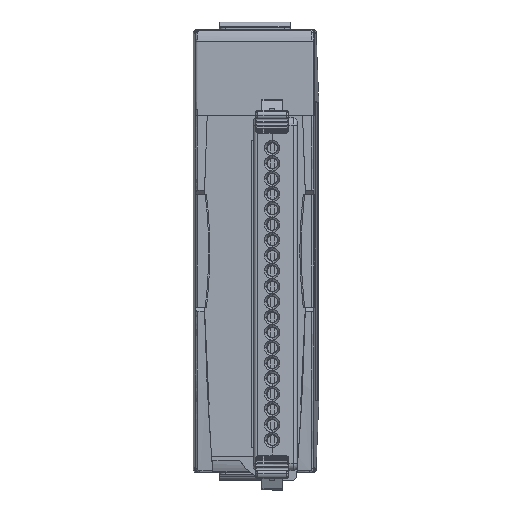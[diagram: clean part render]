
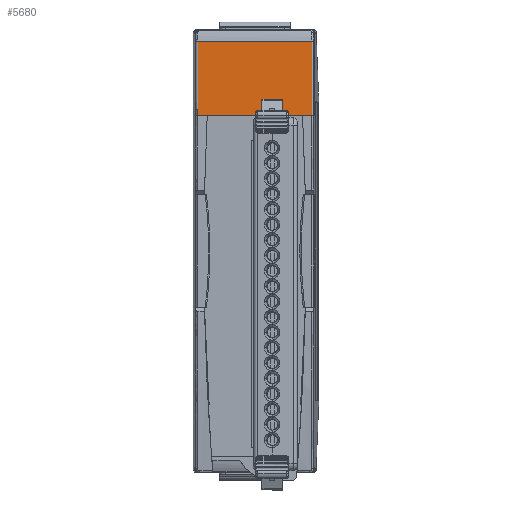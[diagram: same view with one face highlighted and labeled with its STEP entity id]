
A CAD part, top view. The second image highlights one B-rep face of the part: STEP entity #5680.
In plain terms, the highlighted planar face has unit normal (0, 0, 1).
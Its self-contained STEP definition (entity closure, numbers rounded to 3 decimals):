
#2733 = CARTESIAN_POINT ( 'NONE',  ( 1.358, 36.023, 78. ) ) ;
#4589 = FACE_OUTER_BOUND ( 'NONE', #55933, .T. ) ;
#5296 = ORIENTED_EDGE ( 'NONE', *, *, #126890, .T. ) ;
#5680 = ADVANCED_FACE ( 'NONE', ( #4589 ), #45083, .T. ) ;
#8883 = B_SPLINE_CURVE_WITH_KNOTS ( 'NONE', 3,
 ( #92594, #51493, #52142, #20309, #42195, #40885, #111857, #60788, #42867, #81330 ),
 .UNSPECIFIED., .F., .F.,
 ( 4, 3, 3, 4 ),
 ( 0., 0.001, 0.005, 0.017 ),
 .UNSPECIFIED. ) ;
#9407 = DIRECTION ( 'NONE',  ( 0., -1., 0. ) ) ;
#9879 = VECTOR ( 'NONE', #65160, 1000. ) ;
#10614 = DIRECTION ( 'NONE',  ( 0., 1., 0. ) ) ;
#11874 = CARTESIAN_POINT ( 'NONE',  ( 46.417, 54.523, 78. ) ) ;
#13084 = LINE ( 'NONE', #104618, #118408 ) ;
#19369 = LINE ( 'NONE', #118921, #20822 ) ;
#20216 = VERTEX_POINT ( 'NONE', #51930 ) ;
#20309 = CARTESIAN_POINT ( 'NONE',  ( 1.358, 53.523, 78. ) ) ;
#20822 = VECTOR ( 'NONE', #9407, 1000. ) ;
#20977 = VERTEX_POINT ( 'NONE', #110026 ) ;
#26479 = DIRECTION ( 'NONE',  ( 1., 0., 0. ) ) ;
#32500 = CARTESIAN_POINT ( 'NONE',  ( 29.643, 37.523, 78. ) ) ;
#35461 = VERTEX_POINT ( 'NONE', #2733 ) ;
#40885 = CARTESIAN_POINT ( 'NONE',  ( 1.358, 50.856, 78. ) ) ;
#42195 = CARTESIAN_POINT ( 'NONE',  ( 1.358, 52.189, 78. ) ) ;
#42867 = CARTESIAN_POINT ( 'NONE',  ( 1.358, 41.523, 78. ) ) ;
#45004 = ORIENTED_EDGE ( 'NONE', *, *, #128467, .T. ) ;
#45075 = ORIENTED_EDGE ( 'NONE', *, *, #86784, .T. ) ;
#45083 = PLANE ( 'NONE',  #114333 ) ;
#46707 = CARTESIAN_POINT ( 'NONE',  ( 29.643, 54.523, 78. ) ) ;
#48333 = CARTESIAN_POINT ( 'NONE',  ( 0.849, 37.523, 78. ) ) ;
#49125 = EDGE_CURVE ( 'NONE', #54416, #35461, #19369, .T. ) ;
#51493 = CARTESIAN_POINT ( 'NONE',  ( 1.358, 54.189, 78. ) ) ;
#51930 = CARTESIAN_POINT ( 'NONE',  ( 1.358, 54.523, 78. ) ) ;
#52142 = CARTESIAN_POINT ( 'NONE',  ( 1.358, 53.856, 78. ) ) ;
#54416 = VERTEX_POINT ( 'NONE', #130425 ) ;
#55933 = EDGE_LOOP ( 'NONE', ( #45004, #119454, #111750, #72682, #5296, #102118, #45075 ) ) ;
#56618 = VECTOR ( 'NONE', #10614, 1000. ) ;
#60788 = CARTESIAN_POINT ( 'NONE',  ( 1.358, 45.523, 78. ) ) ;
#65160 = DIRECTION ( 'NONE',  ( -1., 0., 0. ) ) ;
#67878 = EDGE_CURVE ( 'NONE', #73596, #20977, #116242, .T. ) ;
#71385 = CARTESIAN_POINT ( 'NONE',  ( 29.643, 54.523, 78. ) ) ;
#71954 = EDGE_CURVE ( 'NONE', #35461, #114783, #13084, .T. ) ;
#72682 = ORIENTED_EDGE ( 'NONE', *, *, #128788, .T. ) ;
#73596 = VERTEX_POINT ( 'NONE', #46707 ) ;
#77519 = VECTOR ( 'NONE', #110695, 1000. ) ;
#81330 = CARTESIAN_POINT ( 'NONE',  ( 1.358, 37.523, 78. ) ) ;
#81852 = CARTESIAN_POINT ( 'NONE',  ( 29.643, 36.023, 78. ) ) ;
#82734 = DIRECTION ( 'NONE',  ( 1., 0., 0. ) ) ;
#86784 = EDGE_CURVE ( 'NONE', #20977, #20216, #102759, .T. ) ;
#90782 = LINE ( 'NONE', #131270, #77519 ) ;
#92594 = CARTESIAN_POINT ( 'NONE',  ( 1.358, 54.523, 78. ) ) ;
#96646 = VECTOR ( 'NONE', #103425, 1000. ) ;
#96799 = DIRECTION ( 'NONE',  ( 0., 0., 1. ) ) ;
#101494 = LINE ( 'NONE', #32500, #56618 ) ;
#102118 = ORIENTED_EDGE ( 'NONE', *, *, #67878, .T. ) ;
#102711 = VERTEX_POINT ( 'NONE', #71385 ) ;
#102759 = LINE ( 'NONE', #11874, #96646 ) ;
#103425 = DIRECTION ( 'NONE',  ( -1., 0., 0. ) ) ;
#104618 = CARTESIAN_POINT ( 'NONE',  ( 0.849, 36.023, 78. ) ) ;
#110026 = CARTESIAN_POINT ( 'NONE',  ( 1.358, 54.523, 78. ) ) ;
#110695 = DIRECTION ( 'NONE',  ( -1., 0., 0. ) ) ;
#111750 = ORIENTED_EDGE ( 'NONE', *, *, #71954, .T. ) ;
#111857 = CARTESIAN_POINT ( 'NONE',  ( 1.358, 49.523, 78. ) ) ;
#114333 = AXIS2_PLACEMENT_3D ( 'NONE', #48333, #96799, #26479 ) ;
#114783 = VERTEX_POINT ( 'NONE', #81852 ) ;
#116242 = LINE ( 'NONE', #126874, #9879 ) ;
#118408 = VECTOR ( 'NONE', #82734, 1000. ) ;
#118921 = CARTESIAN_POINT ( 'NONE',  ( 1.358, 36.023, 78. ) ) ;
#119454 = ORIENTED_EDGE ( 'NONE', *, *, #49125, .T. ) ;
#126874 = CARTESIAN_POINT ( 'NONE',  ( 46.417, 54.523, 78. ) ) ;
#126890 = EDGE_CURVE ( 'NONE', #102711, #73596, #90782, .T. ) ;
#128467 = EDGE_CURVE ( 'NONE', #20216, #54416, #8883, .T. ) ;
#128788 = EDGE_CURVE ( 'NONE', #114783, #102711, #101494, .T. ) ;
#130425 = CARTESIAN_POINT ( 'NONE',  ( 1.358, 37.523, 78. ) ) ;
#131270 = CARTESIAN_POINT ( 'NONE',  ( 46.417, 54.523, 78. ) ) ;
